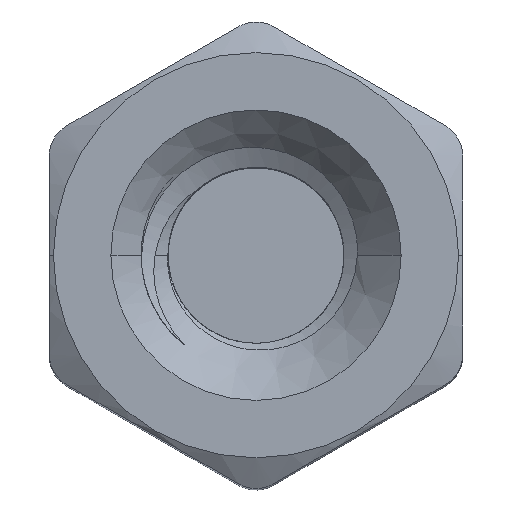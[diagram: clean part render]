
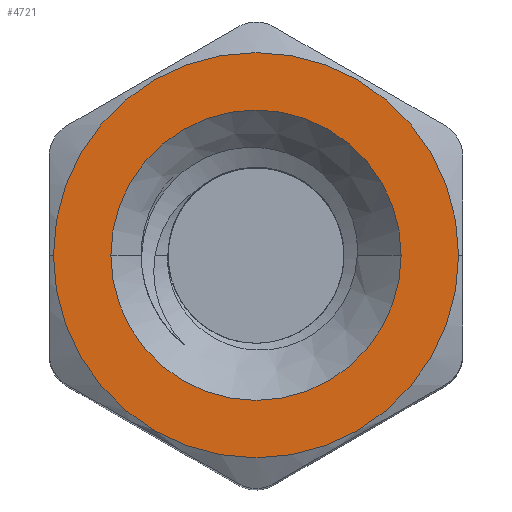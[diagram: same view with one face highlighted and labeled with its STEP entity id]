
A CAD part, top view. The second image highlights one B-rep face of the part: STEP entity #4721.
In plain terms, the highlighted planar face has unit normal (0, 0, 1).
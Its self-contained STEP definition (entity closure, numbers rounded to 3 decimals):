
#70 = DIRECTION ( 'NONE',  ( 1., 0., 0. ) ) ;
#74 = EDGE_CURVE ( 'NONE', #2926, #1060, #574, .T. ) ;
#319 = FACE_OUTER_BOUND ( 'NONE', #401, .T. ) ;
#401 = EDGE_LOOP ( 'NONE', ( #1083, #1921 ) ) ;
#458 = CARTESIAN_POINT ( 'NONE',  ( -1.58, 0., 10. ) ) ;
#553 = CIRCLE ( 'NONE', #3089, 2.205 ) ;
#574 = CIRCLE ( 'NONE', #4692, 2.205 ) ;
#815 = EDGE_CURVE ( 'NONE', #874, #4355, #2951, .T. ) ;
#874 = VERTEX_POINT ( 'NONE', #458 ) ;
#1060 = VERTEX_POINT ( 'NONE', #2428 ) ;
#1083 = ORIENTED_EDGE ( 'NONE', *, *, #2255, .T. ) ;
#1211 = DIRECTION ( 'NONE',  ( 0., 0., 1. ) ) ;
#1370 = AXIS2_PLACEMENT_3D ( 'NONE', #1773, #2163, #3203 ) ;
#1626 = DIRECTION ( 'NONE',  ( 0., 0., -1. ) ) ;
#1773 = CARTESIAN_POINT ( 'NONE',  ( 0., 0., 10. ) ) ;
#1874 = CARTESIAN_POINT ( 'NONE',  ( 0., 0., 10. ) ) ;
#1921 = ORIENTED_EDGE ( 'NONE', *, *, #74, .T. ) ;
#1961 = DIRECTION ( 'NONE',  ( 0., 1., 0. ) ) ;
#2103 = EDGE_CURVE ( 'NONE', #4355, #874, #4575, .T. ) ;
#2113 = CARTESIAN_POINT ( 'NONE',  ( 1.58, 0., 10. ) ) ;
#2163 = DIRECTION ( 'NONE',  ( 0., 0., 1. ) ) ;
#2255 = EDGE_CURVE ( 'NONE', #1060, #2926, #553, .T. ) ;
#2428 = CARTESIAN_POINT ( 'NONE',  ( 2.205, 0., 10. ) ) ;
#2926 = VERTEX_POINT ( 'NONE', #3880 ) ;
#2951 = CIRCLE ( 'NONE', #3184, 1.58 ) ;
#3015 = CARTESIAN_POINT ( 'NONE',  ( 0., 0., 10. ) ) ;
#3073 = EDGE_LOOP ( 'NONE', ( #3860, #3760 ) ) ;
#3089 = AXIS2_PLACEMENT_3D ( 'NONE', #3015, #1211, #4484 ) ;
#3184 = AXIS2_PLACEMENT_3D ( 'NONE', #1874, #3358, #70 ) ;
#3203 = DIRECTION ( 'NONE',  ( 1., 0., 0. ) ) ;
#3358 = DIRECTION ( 'NONE',  ( 0., 0., 1. ) ) ;
#3410 = PLANE ( 'NONE',  #3460 ) ;
#3460 = AXIS2_PLACEMENT_3D ( 'NONE', #3466, #1626, #1961 ) ;
#3466 = CARTESIAN_POINT ( 'NONE',  ( 0., 1.475, 10. ) ) ;
#3760 = ORIENTED_EDGE ( 'NONE', *, *, #815, .F. ) ;
#3835 = DIRECTION ( 'NONE',  ( 0., 0., 1. ) ) ;
#3860 = ORIENTED_EDGE ( 'NONE', *, *, #2103, .F. ) ;
#3880 = CARTESIAN_POINT ( 'NONE',  ( -2.205, 0., 10. ) ) ;
#3887 = CARTESIAN_POINT ( 'NONE',  ( 0., 0., 10. ) ) ;
#4239 = DIRECTION ( 'NONE',  ( 1., 0., 0. ) ) ;
#4350 = FACE_BOUND ( 'NONE', #3073, .T. ) ;
#4355 = VERTEX_POINT ( 'NONE', #2113 ) ;
#4484 = DIRECTION ( 'NONE',  ( 1., 0., 0. ) ) ;
#4575 = CIRCLE ( 'NONE', #1370, 1.58 ) ;
#4692 = AXIS2_PLACEMENT_3D ( 'NONE', #3887, #3835, #4239 ) ;
#4721 = ADVANCED_FACE ( 'NONE', ( #4350, #319 ), #3410, .F. ) ;
